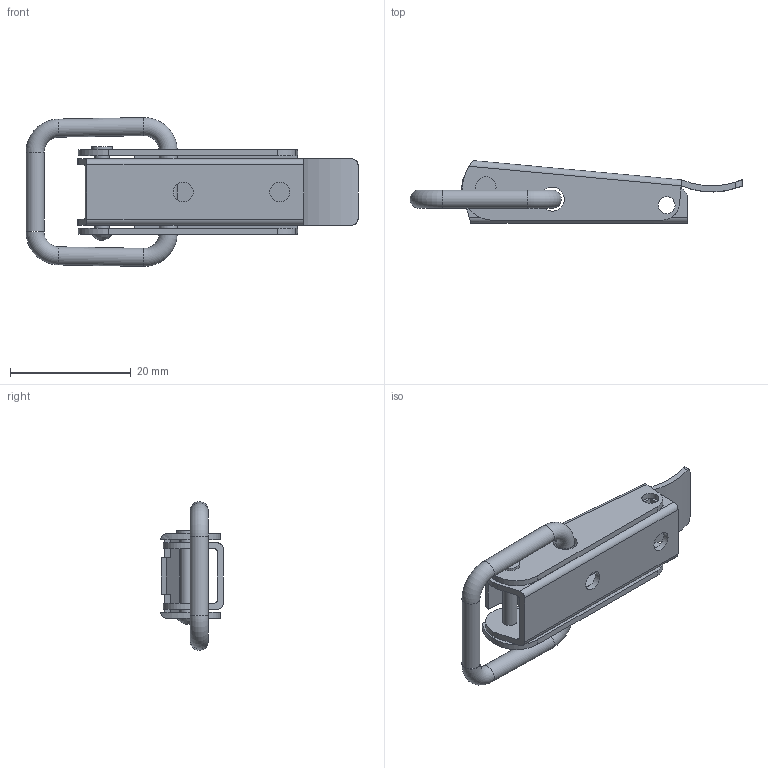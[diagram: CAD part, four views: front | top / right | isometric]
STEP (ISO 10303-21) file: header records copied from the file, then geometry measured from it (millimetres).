
FILE_DESCRIPTION( ( 'STEP AP214' ), '1' );
FILE_NAME( 'K0044.1330571.stp', '2019-05-25T13:36:05', ( '' ), ( '' ), ' ', 'PARTsolutions', ' ' );
FILE_SCHEMA( ( 'AUTOMOTIVE_DESIGN { 1 0 10303 214 1 1 1 1 }' ) );
Length unit declared in the file: millimetre
Products named in the file (4): K0044.1330571; _k0044_halter1; _k0044_griff1; _k0044riegel1
Assembly tree (3 placements, depth 2):
  K0044.1330571
    _k0044_halter1
    _k0044_griff1
    _k0044riegel1
Bounding box: 55.1 x 10.39 x 24.7 mm (x, y, z)
Volume: 2248.9 mm3; surface area: 4550.7 mm2
Topology: 3 solids, 3 shells, 97 faces, 257 edges, 167 vertices
Faces by surface type: plane 52, cylinder 40, torus 4, bspline 1
Full cylindrical faces by diameter (mm): 2.4 x5, 2.8 x2, 3 x4, 3.3 x2, 3.4 x1, 4 x2
Entity records: 3806 total; most frequent: CARTESIAN_POINT 590, DIRECTION 495, ORIENTED_EDGE 458, EDGE_CURVE 229, AXIS2_PLACEMENT_3D 174, VERTEX_POINT 161, LINE 147, VECTOR 147
